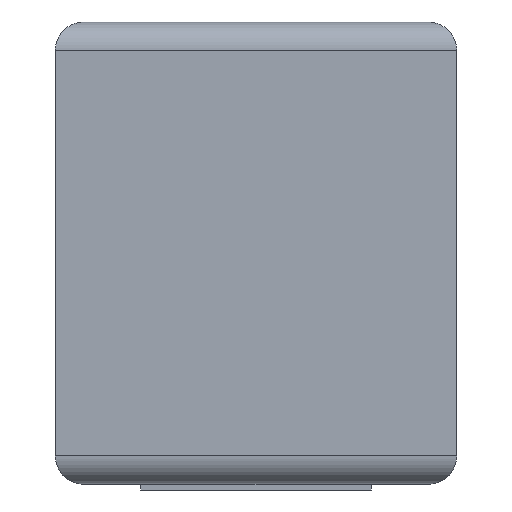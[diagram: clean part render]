
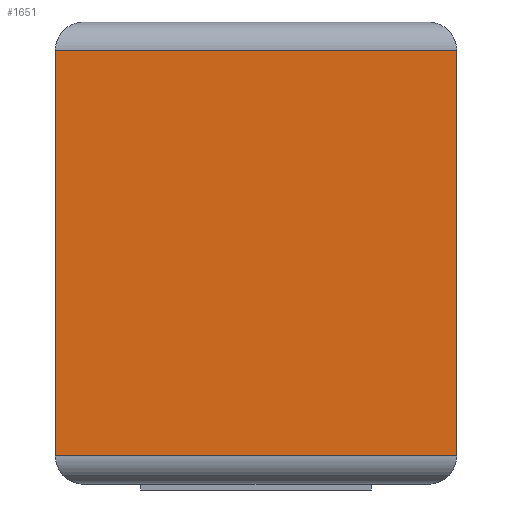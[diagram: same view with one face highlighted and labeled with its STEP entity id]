
A CAD part, front view. The second image highlights one B-rep face of the part: STEP entity #1651.
In plain terms, the highlighted planar face has unit normal (0, -1, 0).
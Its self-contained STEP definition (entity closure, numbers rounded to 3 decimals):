
#75=PLANE('',#1784);
#163=FACE_OUTER_BOUND('',#263,.T.);
#263=EDGE_LOOP('',(#1237,#1238,#1239,#1240));
#374=LINE('',#2385,#566);
#382=LINE('',#2403,#574);
#400=LINE('',#2440,#592);
#402=LINE('',#2443,#594);
#566=VECTOR('',#1932,10.);
#574=VECTOR('',#1950,10.);
#592=VECTOR('',#1980,10.);
#594=VECTOR('',#1984,10.);
#789=VERTEX_POINT('',#2375);
#792=VERTEX_POINT('',#2383);
#797=VERTEX_POINT('',#2402);
#810=VERTEX_POINT('',#2439);
#949=EDGE_CURVE('',#792,#789,#374,.T.);
#958=EDGE_CURVE('',#789,#797,#382,.T.);
#976=EDGE_CURVE('',#797,#810,#400,.T.);
#978=EDGE_CURVE('',#792,#810,#402,.T.);
#1237=ORIENTED_EDGE('',*,*,#949,.F.);
#1238=ORIENTED_EDGE('',*,*,#978,.T.);
#1239=ORIENTED_EDGE('',*,*,#976,.F.);
#1240=ORIENTED_EDGE('',*,*,#958,.F.);
#1651=ADVANCED_FACE('',(#163),#75,.T.);
#1784=AXIS2_PLACEMENT_3D('',#2442,#1982,#1983);
#1932=DIRECTION('',(-1.,0.,0.));
#1950=DIRECTION('',(0.,0.,1.));
#1980=DIRECTION('',(1.,0.,0.));
#1982=DIRECTION('center_axis',(0.,-1.,0.));
#1983=DIRECTION('ref_axis',(-1.,0.,0.));
#1984=DIRECTION('',(0.,0.,1.));
#2375=CARTESIAN_POINT('',(11.67,85.965,3.589));
#2383=CARTESIAN_POINT('',(81.929,85.965,3.589));
#2385=CARTESIAN_POINT('',(64.364,85.965,3.589));
#2402=CARTESIAN_POINT('',(11.67,85.965,74.589));
#2403=CARTESIAN_POINT('',(11.67,85.965,-0.411));
#2439=CARTESIAN_POINT('',(81.929,85.965,74.589));
#2440=CARTESIAN_POINT('',(81.929,85.965,74.589));
#2442=CARTESIAN_POINT('Origin',(81.929,85.965,-0.411));
#2443=CARTESIAN_POINT('',(81.929,85.965,-0.411));
